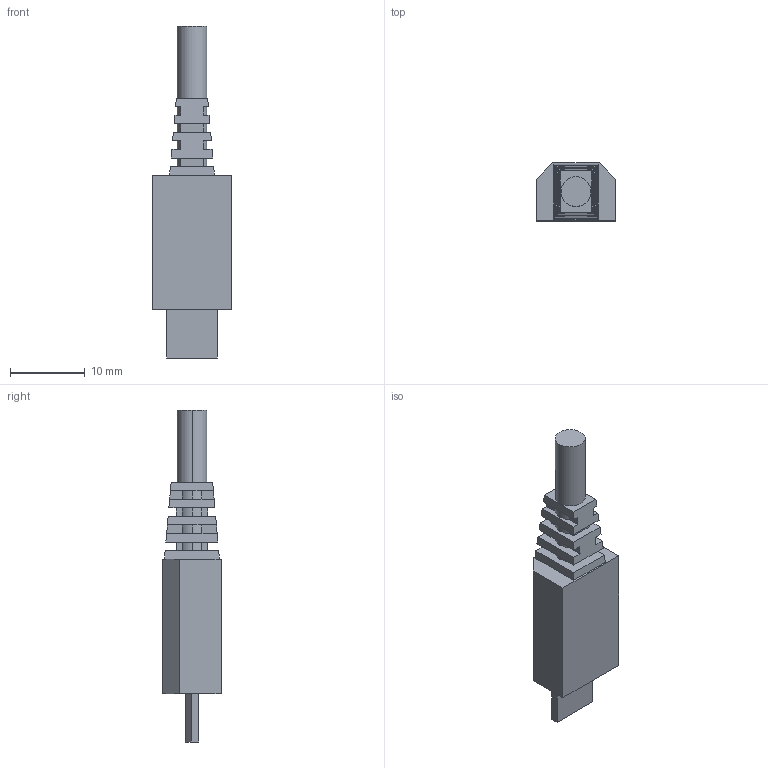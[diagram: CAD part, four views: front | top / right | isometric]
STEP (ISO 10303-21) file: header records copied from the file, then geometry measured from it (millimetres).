
FILE_DESCRIPTION (( 'STEP AP214' ), '1' );
FILE_NAME ('HEL-06-03005-00.step', '2023-07-25T09:19:13', ( '' ), ( '' ), 'SwSTEP 2.0', 'SolidWorks 2021', '' );
FILE_SCHEMA (( 'AUTOMOTIVE_DESIGN' ));
Length unit declared in the file: millimetre
Products named in the file (1): HEL-06-03005-00
Bounding box: 10.6 x 7.8 x 44.5 mm (x, y, z)
Volume: 1852.4 mm3; surface area: 1370 mm2
Topology: 1 solids, 1 shells, 84 faces, 222 edges, 148 vertices
Faces by surface type: plane 70, cylinder 14
Entity records: 3180 total; most frequent: CARTESIAN_POINT 455, ORIENTED_EDGE 444, DIRECTION 420, EDGE_CURVE 222, LINE 194, VECTOR 194, VERTEX_POINT 148, AXIS2_PLACEMENT_3D 113
